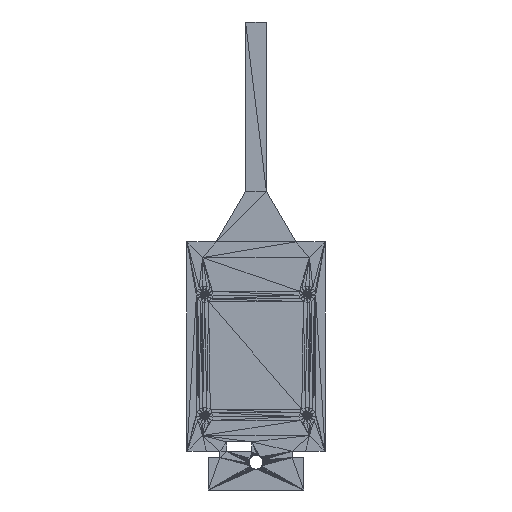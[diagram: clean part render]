
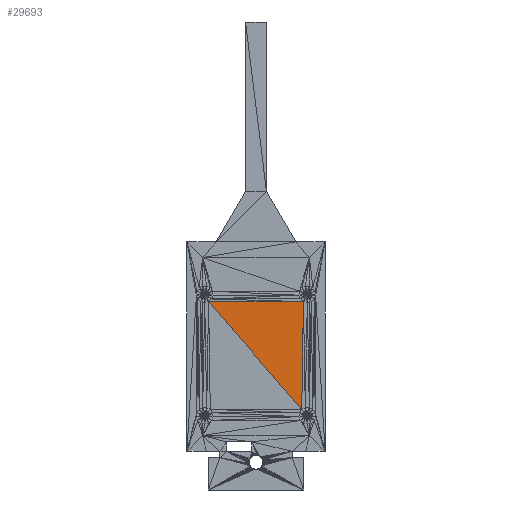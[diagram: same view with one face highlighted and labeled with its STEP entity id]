
A CAD part, left-side view. The second image highlights one B-rep face of the part: STEP entity #29693.
In plain terms, the highlighted planar face has unit normal (-1, 0, 0).
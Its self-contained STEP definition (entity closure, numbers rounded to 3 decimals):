
#29693 = ADVANCED_FACE('',(#29694),#29708,.F.);
#29694 = FACE_BOUND('',#29695,.T.);
#29695 = EDGE_LOOP('',(#29696,#29730,#29757));
#29696 = ORIENTED_EDGE('',*,*,#29697,.T.);
#29697 = EDGE_CURVE('',#29698,#29700,#29702,.T.);
#29698 = VERTEX_POINT('',#29699);
#29699 = CARTESIAN_POINT('',(-33.5,-22.641,101.458));
#29700 = VERTEX_POINT('',#29701);
#29701 = CARTESIAN_POINT('',(-33.5,22.641,101.458));
#29702 = SURFACE_CURVE('',#29703,(#29707,#29719),.PCURVE_S1.);
#29703 = LINE('',#29704,#29705);
#29704 = CARTESIAN_POINT('',(-33.5,-22.641,101.458));
#29705 = VECTOR('',#29706,1.);
#29706 = DIRECTION('',(0.,1.,0.));
#29707 = PCURVE('',#29708,#29713);
#29708 = PLANE('',#29709);
#29709 = AXIS2_PLACEMENT_3D('',#29710,#29711,#29712);
#29710 = CARTESIAN_POINT('',(-33.5,-22.641,101.458));
#29711 = DIRECTION('',(1.,-0.,0.));
#29712 = DIRECTION('',(-0.,0.,1.));
#29713 = DEFINITIONAL_REPRESENTATION('',(#29714),#29718);
#29714 = LINE('',#29715,#29716);
#29715 = CARTESIAN_POINT('',(0.,0.));
#29716 = VECTOR('',#29717,1.);
#29717 = DIRECTION('',(0.,-1.));
#29718 = ( GEOMETRIC_REPRESENTATION_CONTEXT(2) 
PARAMETRIC_REPRESENTATION_CONTEXT() REPRESENTATION_CONTEXT('2D SPACE',''
  ) );
#29719 = PCURVE('',#29720,#29725);
#29720 = PLANE('',#29721);
#29721 = AXIS2_PLACEMENT_3D('',#29722,#29723,#29724);
#29722 = CARTESIAN_POINT('',(-33.5,22.641,101.458));
#29723 = DIRECTION('',(1.,0.,0.));
#29724 = DIRECTION('',(-0.,0.,1.));
#29725 = DEFINITIONAL_REPRESENTATION('',(#29726),#29729);
#29726 = B_SPLINE_CURVE_WITH_KNOTS('',1,(#29727,#29728),.UNSPECIFIED.,
  .F.,.F.,(2,2),(0.,45.282),.PIECEWISE_BEZIER_KNOTS.);
#29727 = CARTESIAN_POINT('',(0.,45.282));
#29728 = CARTESIAN_POINT('',(0.,0.));
#29729 = ( GEOMETRIC_REPRESENTATION_CONTEXT(2) 
PARAMETRIC_REPRESENTATION_CONTEXT() REPRESENTATION_CONTEXT('2D SPACE',''
  ) );
#29730 = ORIENTED_EDGE('',*,*,#29731,.T.);
#29731 = EDGE_CURVE('',#29700,#29732,#29734,.T.);
#29732 = VERTEX_POINT('',#29733);
#29733 = CARTESIAN_POINT('',(-33.5,-21.847,49.994));
#29734 = SURFACE_CURVE('',#29735,(#29739,#29746),.PCURVE_S1.);
#29735 = LINE('',#29736,#29737);
#29736 = CARTESIAN_POINT('',(-33.5,22.641,101.458));
#29737 = VECTOR('',#29738,1.);
#29738 = DIRECTION('',(0.,-0.654,-0.757));
#29739 = PCURVE('',#29708,#29740);
#29740 = DEFINITIONAL_REPRESENTATION('',(#29741),#29745);
#29741 = LINE('',#29742,#29743);
#29742 = CARTESIAN_POINT('',(0.,-45.282));
#29743 = VECTOR('',#29744,1.);
#29744 = DIRECTION('',(-0.757,0.654));
#29745 = ( GEOMETRIC_REPRESENTATION_CONTEXT(2) 
PARAMETRIC_REPRESENTATION_CONTEXT() REPRESENTATION_CONTEXT('2D SPACE',''
  ) );
#29746 = PCURVE('',#29747,#29752);
#29747 = PLANE('',#29748);
#29748 = AXIS2_PLACEMENT_3D('',#29749,#29750,#29751);
#29749 = CARTESIAN_POINT('',(-33.5,21.847,49.994));
#29750 = DIRECTION('',(1.,0.,-0.));
#29751 = DIRECTION('',(0.,0.,1.));
#29752 = DEFINITIONAL_REPRESENTATION('',(#29753),#29756);
#29753 = B_SPLINE_CURVE_WITH_KNOTS('',1,(#29754,#29755),.UNSPECIFIED.,
  .F.,.F.,(2,2),(0.,68.028),.PIECEWISE_BEZIER_KNOTS.);
#29754 = CARTESIAN_POINT('',(51.464,-0.794));
#29755 = CARTESIAN_POINT('',(0.,43.695));
#29756 = ( GEOMETRIC_REPRESENTATION_CONTEXT(2) 
PARAMETRIC_REPRESENTATION_CONTEXT() REPRESENTATION_CONTEXT('2D SPACE',''
  ) );
#29757 = ORIENTED_EDGE('',*,*,#29758,.T.);
#29758 = EDGE_CURVE('',#29732,#29698,#29759,.T.);
#29759 = SURFACE_CURVE('',#29760,(#29764,#29771),.PCURVE_S1.);
#29760 = LINE('',#29761,#29762);
#29761 = CARTESIAN_POINT('',(-33.5,-21.847,49.994));
#29762 = VECTOR('',#29763,1.);
#29763 = DIRECTION('',(0.,-0.015,1.));
#29764 = PCURVE('',#29708,#29765);
#29765 = DEFINITIONAL_REPRESENTATION('',(#29766),#29770);
#29766 = LINE('',#29767,#29768);
#29767 = CARTESIAN_POINT('',(-51.464,-0.794));
#29768 = VECTOR('',#29769,1.);
#29769 = DIRECTION('',(1.,0.015));
#29770 = ( GEOMETRIC_REPRESENTATION_CONTEXT(2) 
PARAMETRIC_REPRESENTATION_CONTEXT() REPRESENTATION_CONTEXT('2D SPACE',''
  ) );
#29771 = PCURVE('',#29772,#29777);
#29772 = PLANE('',#29773);
#29773 = AXIS2_PLACEMENT_3D('',#29774,#29775,#29776);
#29774 = CARTESIAN_POINT('',(-33.5,-23.543,50.884));
#29775 = DIRECTION('',(1.,-0.,0.));
#29776 = DIRECTION('',(-0.,0.,1.));
#29777 = DEFINITIONAL_REPRESENTATION('',(#29778),#29781);
#29778 = B_SPLINE_CURVE_WITH_KNOTS('',1,(#29779,#29780),.UNSPECIFIED.,
  .F.,.F.,(2,2),(0.,51.47),.PIECEWISE_BEZIER_KNOTS.);
#29779 = CARTESIAN_POINT('',(-0.89,-1.695));
#29780 = CARTESIAN_POINT('',(50.574,-0.902));
#29781 = ( GEOMETRIC_REPRESENTATION_CONTEXT(2) 
PARAMETRIC_REPRESENTATION_CONTEXT() REPRESENTATION_CONTEXT('2D SPACE',''
  ) );
